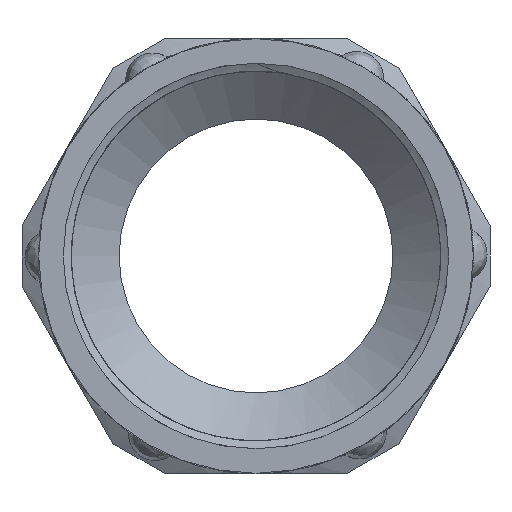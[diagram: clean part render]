
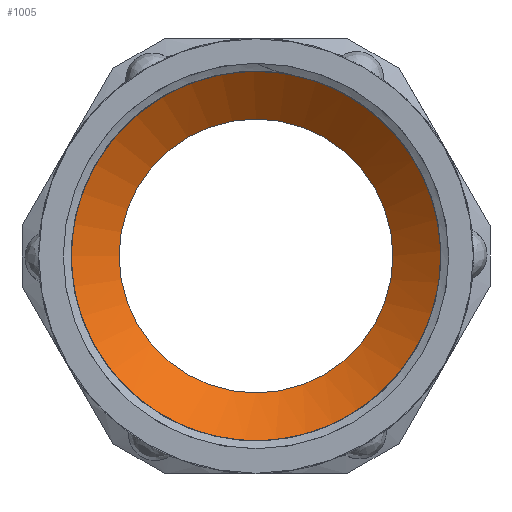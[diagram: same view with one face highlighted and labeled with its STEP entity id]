
A CAD part, left-side view. The second image highlights one B-rep face of the part: STEP entity #1005.
In plain terms, the highlighted conical face has half-angle 50.079 degrees and reference radius 15.512 mm.
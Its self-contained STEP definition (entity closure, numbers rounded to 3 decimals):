
#21=CONICAL_SURFACE('',#1101,15.513,50.079);
#230=FACE_BOUND('',#353,.T.);
#289=FACE_OUTER_BOUND('',#352,.T.);
#352=EDGE_LOOP('',(#934,#935));
#353=EDGE_LOOP('',(#936));
#363=CIRCLE('',#1021,13.2);
#365=CIRCLE('',#1030,17.825);
#367=CIRCLE('',#1035,17.825);
#404=VERTEX_POINT('',#1338);
#422=VERTEX_POINT('',#3225);
#425=VERTEX_POINT('',#3548);
#505=EDGE_CURVE('',#404,#404,#363,.T.);
#533=EDGE_CURVE('',#425,#422,#365,.T.);
#539=EDGE_CURVE('',#422,#425,#367,.T.);
#934=ORIENTED_EDGE('',*,*,#539,.F.);
#935=ORIENTED_EDGE('',*,*,#533,.F.);
#936=ORIENTED_EDGE('',*,*,#505,.T.);
#1005=ADVANCED_FACE('',(#289,#230),#21,.F.);
#1021=AXIS2_PLACEMENT_3D('',#1339,#1116,#1117);
#1030=AXIS2_PLACEMENT_3D('',#3696,#1141,#1142);
#1035=AXIS2_PLACEMENT_3D('',#4730,#1153,#1154);
#1101=AXIS2_PLACEMENT_3D('',#5924,#1321,#1322);
#1116=DIRECTION('center_axis',(1.,0.,0.));
#1117=DIRECTION('ref_axis',(0.,0.,-1.));
#1141=DIRECTION('center_axis',(1.,0.,0.));
#1142=DIRECTION('ref_axis',(0.,0.,-1.));
#1153=DIRECTION('center_axis',(1.,0.,0.));
#1154=DIRECTION('ref_axis',(0.,0.,-1.));
#1321=DIRECTION('center_axis',(-1.,0.,0.));
#1322=DIRECTION('ref_axis',(0.,1.,0.));
#1338=CARTESIAN_POINT('',(-11.,13.2,0.));
#1339=CARTESIAN_POINT('Origin',(-11.,0.,0.));
#3225=CARTESIAN_POINT('',(-14.87,-4.793,-17.168));
#3548=CARTESIAN_POINT('',(-14.87,-11.927,-13.247));
#3696=CARTESIAN_POINT('Origin',(-14.87,0.,0.));
#4730=CARTESIAN_POINT('Origin',(-14.87,0.,0.));
#5924=CARTESIAN_POINT('Origin',(-12.935,0.,0.));
